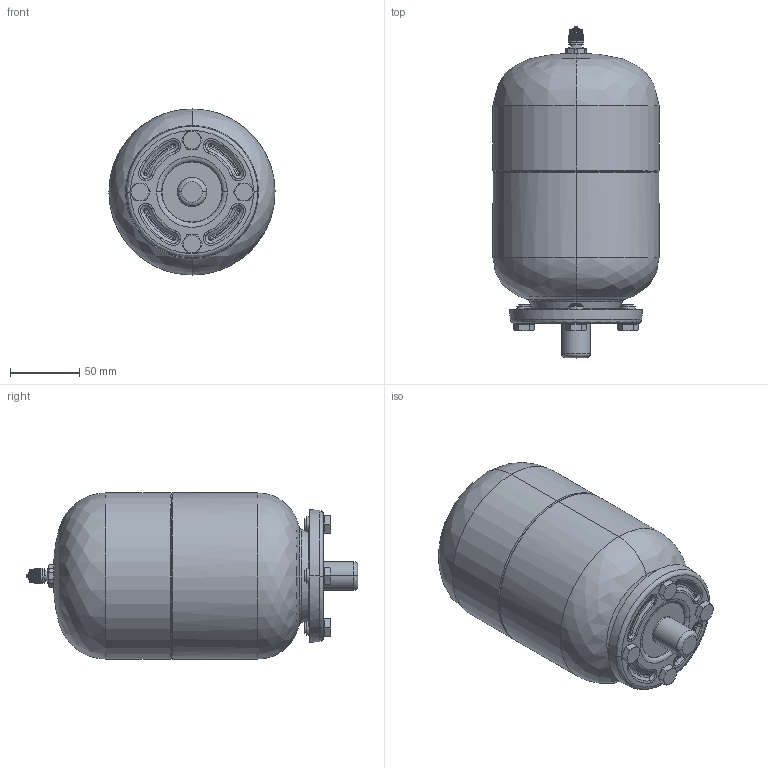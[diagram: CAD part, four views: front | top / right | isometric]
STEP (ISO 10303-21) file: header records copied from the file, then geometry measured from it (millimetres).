
FILE_DESCRIPTION(('CATIA V5 STEP Exchange','CAx-IF Rec.Pracs.--- Model Styling and Organization---1.5--- 2016-08-15','CAx-IF Rec.Pracs.---Supplemental Geometry---1.0---2011-11-01','CAx-IF Rec.Pracs.--- Composite Materials ---3.4---2017-06-13','CAx-IF Rec.Pracs.---Tessellated 3D Geometry---1.0---2015-12-17'),'2;1');
FILE_NAME('STEP_510242_-_TST.stp','2023-03-10T11:39:10+00:00',('none'),('none'),'CATIA Version 5-6 Release 2020 SP5','CATIA V5 STEP AP242 v2','none');
FILE_SCHEMA(('AP242_MANAGED_MODEL_BASED_3D_ENGINEERING_MIM_LF {1 0 10303 442 1 1 4}'));
Length unit declared in the file: millimetre
Products named in the file (1): 555702 - TST
Bounding box: 120 x 239.92 x 120 mm (x, y, z)
Surface area: 93675.5 mm2 (no closed solid volume)
Topology: 0 solids, 3 shells, 421 faces, 1102 edges, 709 vertices
Faces by surface type: bspline 150, plane 118, revolution 103, cylinder 48, extrusion 2
Entity records: 24468 total; most frequent: CARTESIAN_POINT 16308, ORIENTED_EDGE 2186, EDGE_CURVE 1100, DIRECTION 849, VERTEX_POINT 706, B_SPLINE_CURVE_WITH_KNOTS 464, EDGE_LOOP 449, ADVANCED_FACE 421
